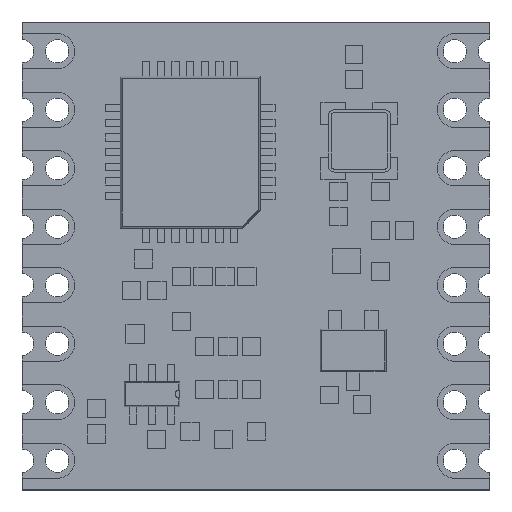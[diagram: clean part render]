
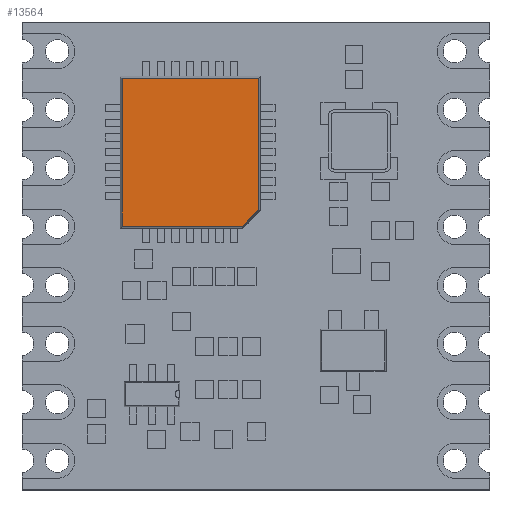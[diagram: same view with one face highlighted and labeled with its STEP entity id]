
A CAD part, top view. The second image highlights one B-rep face of the part: STEP entity #13564.
In plain terms, the highlighted planar face has unit normal (0, 0, 1).
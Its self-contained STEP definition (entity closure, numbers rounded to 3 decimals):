
#13564 = ADVANCED_FACE('',(#13565),#13607,.T.);
#13565 = FACE_BOUND('',#13566,.T.);
#13566 = EDGE_LOOP('',(#13567,#13577,#13585,#13593,#13601));
#13567 = ORIENTED_EDGE('',*,*,#13568,.T.);
#13568 = EDGE_CURVE('',#13569,#13571,#13573,.T.);
#13569 = VERTEX_POINT('',#13570);
#13570 = CARTESIAN_POINT('',(-4.579,1.021,1.8));
#13571 = VERTEX_POINT('',#13572);
#13572 = CARTESIAN_POINT('',(-0.479,1.021,1.8));
#13573 = LINE('',#13574,#13575);
#13574 = CARTESIAN_POINT('',(-0.45,1.021,1.8));
#13575 = VECTOR('',#13576,1.);
#13576 = DIRECTION('',(1.,0.,0.));
#13577 = ORIENTED_EDGE('',*,*,#13578,.T.);
#13578 = EDGE_CURVE('',#13571,#13579,#13581,.T.);
#13579 = VERTEX_POINT('',#13580);
#13580 = CARTESIAN_POINT('',(0.079,1.579,1.8));
#13581 = LINE('',#13582,#13583);
#13582 = CARTESIAN_POINT('',(-0.75,0.75,1.8));
#13583 = VECTOR('',#13584,1.);
#13584 = DIRECTION('',(0.707,0.707,0.
    ));
#13585 = ORIENTED_EDGE('',*,*,#13586,.T.);
#13586 = EDGE_CURVE('',#13579,#13587,#13589,.T.);
#13587 = VERTEX_POINT('',#13588);
#13588 = CARTESIAN_POINT('',(0.079,6.079,1.8));
#13589 = LINE('',#13590,#13591);
#13590 = CARTESIAN_POINT('',(0.079,0.,1.8)
  );
#13591 = VECTOR('',#13592,1.);
#13592 = DIRECTION('',(0.,1.,0.));
#13593 = ORIENTED_EDGE('',*,*,#13594,.T.);
#13594 = EDGE_CURVE('',#13587,#13595,#13597,.T.);
#13595 = VERTEX_POINT('',#13596);
#13596 = CARTESIAN_POINT('',(-4.579,6.079,1.8));
#13597 = LINE('',#13598,#13599);
#13598 = CARTESIAN_POINT('',(0.,6.079,1.8));
#13599 = VECTOR('',#13600,1.);
#13600 = DIRECTION('',(-1.,0.,0.));
#13601 = ORIENTED_EDGE('',*,*,#13602,.T.);
#13602 = EDGE_CURVE('',#13595,#13569,#13603,.T.);
#13603 = LINE('',#13604,#13605);
#13604 = CARTESIAN_POINT('',(-4.579,0.95,1.8));
#13605 = VECTOR('',#13606,1.);
#13606 = DIRECTION('',(0.,-1.,0.));
#13607 = PLANE('',#13608);
#13608 = AXIS2_PLACEMENT_3D('',#13609,#13610,#13611);
#13609 = CARTESIAN_POINT('',(0.,0.,1.8));
#13610 = DIRECTION('',(0.,0.,1.));
#13611 = DIRECTION('',(0.,-1.,0.));
